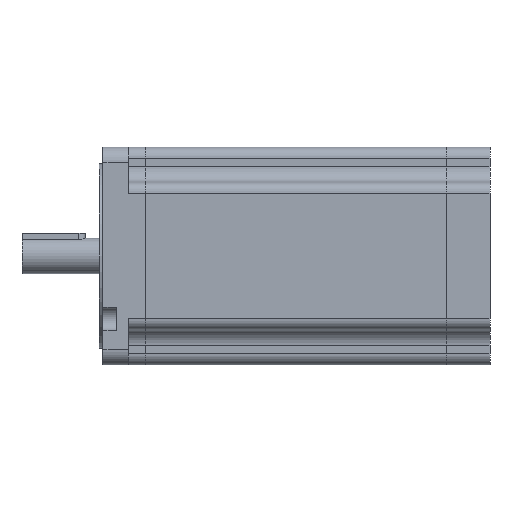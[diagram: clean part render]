
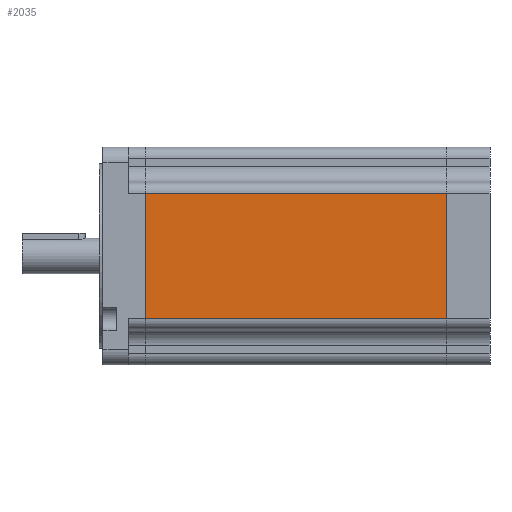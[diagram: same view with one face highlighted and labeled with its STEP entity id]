
A CAD part, left-side view. The second image highlights one B-rep face of the part: STEP entity #2035.
In plain terms, the highlighted planar face has unit normal (-1, 0, 0).
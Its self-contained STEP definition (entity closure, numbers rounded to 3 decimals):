
#26 = LINE ( 'NONE', #221, #1125 ) ;
#221 = CARTESIAN_POINT ( 'NONE',  ( 0., 0., -67.8 ) ) ;
#258 = DIRECTION ( 'NONE',  ( 1., 0., 0. ) ) ;
#424 = ORIENTED_EDGE ( 'NONE', *, *, #4948, .T. ) ;
#460 = DIRECTION ( 'NONE',  ( 0., -1., 0. ) ) ;
#501 = VERTEX_POINT ( 'NONE', #5674 ) ;
#580 = VECTOR ( 'NONE', #2794, 1000. ) ;
#686 = EDGE_CURVE ( 'NONE', #1533, #4755, #1839, .T. ) ;
#930 = DIRECTION ( 'NONE',  ( 0., 0., -1. ) ) ;
#1041 = VECTOR ( 'NONE', #4104, 1000. ) ;
#1048 = AXIS2_PLACEMENT_3D ( 'NONE', #4076, #258, #930 ) ;
#1075 = CARTESIAN_POINT ( 'NONE',  ( 0., 119., -18.2 ) ) ;
#1125 = VECTOR ( 'NONE', #3928, 1000. ) ;
#1230 = CARTESIAN_POINT ( 'NONE',  ( 0., 0., -67.8 ) ) ;
#1271 = EDGE_LOOP ( 'NONE', ( #424, #4365, #2154, #4001 ) ) ;
#1533 = VERTEX_POINT ( 'NONE', #5217 ) ;
#1705 = VECTOR ( 'NONE', #460, 1000. ) ;
#1839 = LINE ( 'NONE', #1075, #580 ) ;
#2035 = ADVANCED_FACE ( 'NONE', ( #5363 ), #5690, .F. ) ;
#2154 = ORIENTED_EDGE ( 'NONE', *, *, #6042, .F. ) ;
#2303 = CARTESIAN_POINT ( 'NONE',  ( 0., 119., -67.8 ) ) ;
#2462 = VERTEX_POINT ( 'NONE', #1230 ) ;
#2794 = DIRECTION ( 'NONE',  ( 0., -1., 0. ) ) ;
#2836 = CARTESIAN_POINT ( 'NONE',  ( 0., 0., -18.2 ) ) ;
#3502 = LINE ( 'NONE', #3639, #1041 ) ;
#3639 = CARTESIAN_POINT ( 'NONE',  ( 0., 119., -67.8 ) ) ;
#3928 = DIRECTION ( 'NONE',  ( 0., 0., 1. ) ) ;
#4001 = ORIENTED_EDGE ( 'NONE', *, *, #5274, .T. ) ;
#4076 = CARTESIAN_POINT ( 'NONE',  ( 0., 119., -67.8 ) ) ;
#4104 = DIRECTION ( 'NONE',  ( 0., 0., 1. ) ) ;
#4365 = ORIENTED_EDGE ( 'NONE', *, *, #686, .F. ) ;
#4755 = VERTEX_POINT ( 'NONE', #2836 ) ;
#4948 = EDGE_CURVE ( 'NONE', #2462, #4755, #26, .T. ) ;
#5217 = CARTESIAN_POINT ( 'NONE',  ( 0., 119., -18.2 ) ) ;
#5274 = EDGE_CURVE ( 'NONE', #501, #2462, #5581, .T. ) ;
#5363 = FACE_OUTER_BOUND ( 'NONE', #1271, .T. ) ;
#5581 = LINE ( 'NONE', #2303, #1705 ) ;
#5674 = CARTESIAN_POINT ( 'NONE',  ( 0., 119., -67.8 ) ) ;
#5690 = PLANE ( 'NONE',  #1048 ) ;
#6042 = EDGE_CURVE ( 'NONE', #501, #1533, #3502, .T. ) ;
